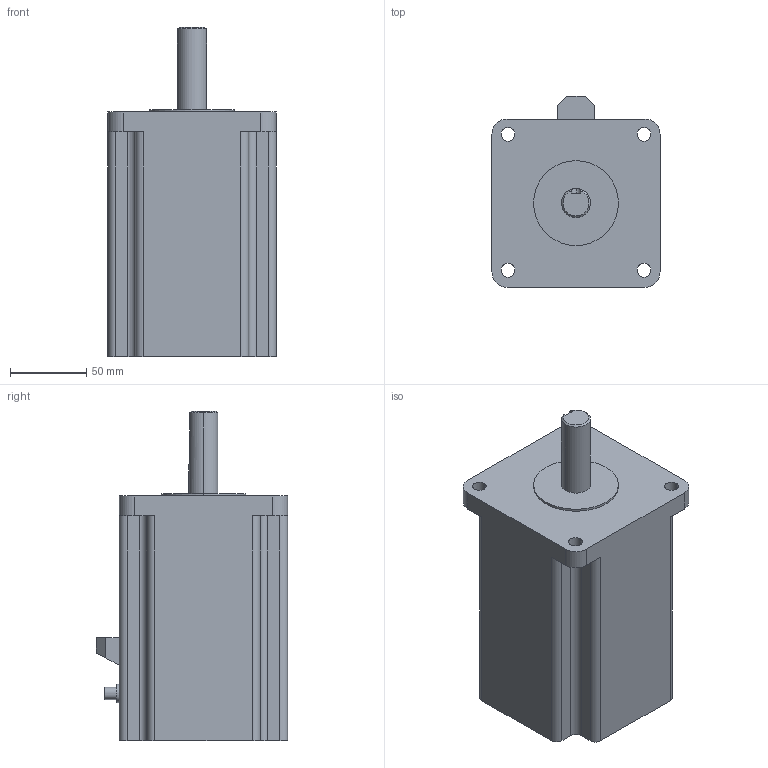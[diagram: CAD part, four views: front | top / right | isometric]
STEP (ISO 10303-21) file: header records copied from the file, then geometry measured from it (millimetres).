
FILE_DESCRIPTION (( 'STEP AP203' ), '1' );
FILE_NAME ('110A12-Z.STEP', '2023-05-30T08:12:54', ( '' ), ( '' ), 'SwSTEP 2.0', 'SolidWorks 2020', '' );
FILE_SCHEMA (( 'CONFIG_CONTROL_DESIGN' ));
Length unit declared in the file: millimetre
Products named in the file (1): 110A12-Z
Bounding box: 110 x 125 x 215.37 mm (x, y, z)
Volume: 1761512.4 mm3; surface area: 96127.2 mm2
Topology: 1 solids, 1 shells, 69 faces, 184 edges, 122 vertices
Faces by surface type: cylinder 34, plane 32, cone 3
Entity records: 2293 total; most frequent: CARTESIAN_POINT 412, DIRECTION 390, ORIENTED_EDGE 368, EDGE_CURVE 184, AXIS2_PLACEMENT_3D 140, VERTEX_POINT 122, VECTOR 110, LINE 110
